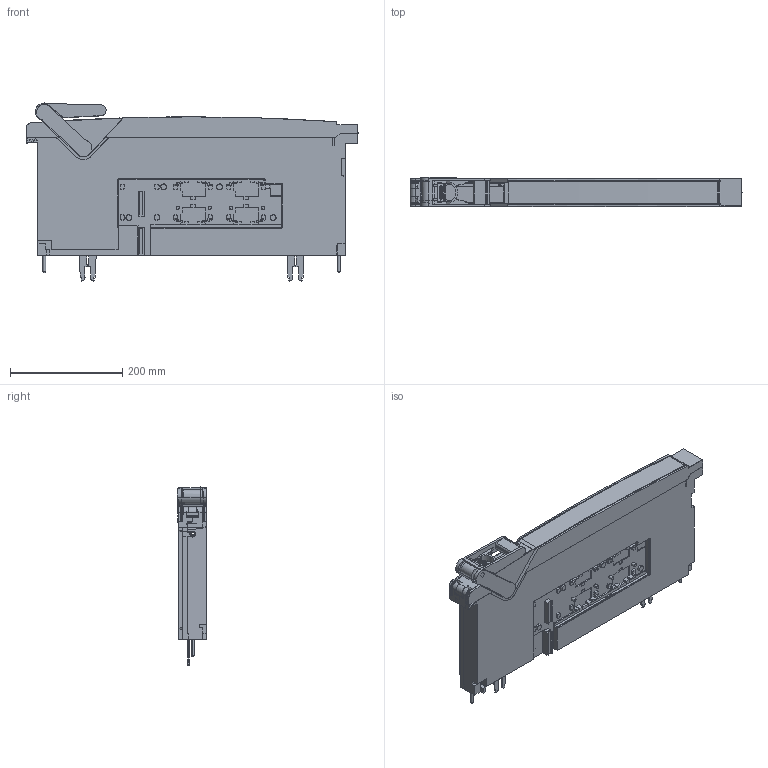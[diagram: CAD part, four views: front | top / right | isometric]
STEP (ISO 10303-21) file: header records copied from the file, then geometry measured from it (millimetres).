
FILE_DESCRIPTION((''),'2;1');
FILE_NAME('XRG00_1','2023-08-20T19:49:28',('sarey'),(''),'CREO PARAMETRIC BY PTC INC, 2017260','CREO PARAMETRIC BY PTC INC, 2017260','');
FILE_SCHEMA(('AUTOMOTIVE_DESIGN { 1 0 10303 214 1 1 1 1 }'));
Products named in the file (1): XRG00_1
Bounding box: 591.48 x 51.78 x 317.14 mm (x, y, z)
Volume: 18943.1 mm3; surface area: 482854.6 mm2
Topology: 1 solids, 81 shells, 1632 faces, 5178 edges, 3658 vertices
Faces by surface type: plane 1132, cylinder 303, cone 155, extrusion 20, torus 15, bspline 6, sphere 1
Entity records: 74591 total; most frequent: CARTESIAN_POINT 13466, ORIENTED_EDGE 9285, DIRECTION 8830, EDGE_CURVE 5177, PRESENTATION_STYLE_ASSIGNMENT 5002, STYLED_ITEM 4951, CURVE_STYLE 4848, VECTOR 3852
